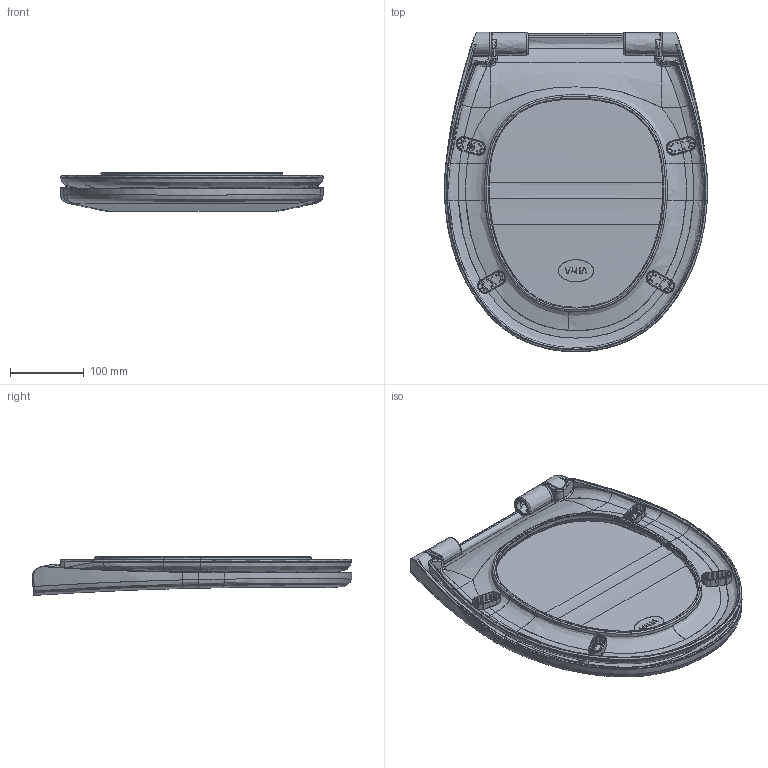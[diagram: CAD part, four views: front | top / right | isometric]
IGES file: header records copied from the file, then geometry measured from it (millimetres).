
Global section: file name: 109.igs; native system: NX V10.0; preprocessor: SIEMENS PLM Software NX 10.0; date: 20190202.165902; units: millimetre
Bounding box: 357.54 x 433.94 x 52.91 mm (x, y, z)
Surface area: 516570.9 mm2 (no closed solid volume)
Topology: 0 solids, 0 shells, 1301 faces, 8016 edges, 7984 vertices
Faces by surface type: bspline 1061, offset 240
